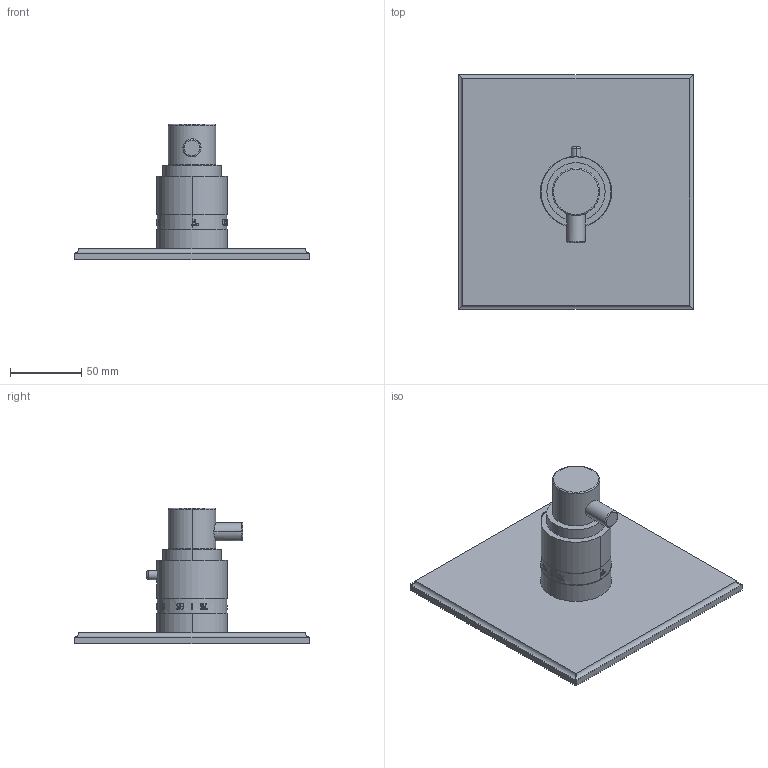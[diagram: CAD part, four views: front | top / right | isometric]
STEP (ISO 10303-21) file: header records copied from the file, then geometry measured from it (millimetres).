
FILE_DESCRIPTION((''),'2;1');
FILE_NAME('3-1504TS','2020-12-02T16:39:25',('jinson.thomas'),(''),'CREO PARAMETRIC BY PTC INC, 2018400','CREO PARAMETRIC BY PTC INC, 2018400','');
FILE_SCHEMA(('CONFIG_CONTROL_DESIGN'));
Length unit declared in the file: inch
Products named in the file (1): 3-1504TS
Bounding box: 165.1 x 165.1 x 95.48 mm (x, y, z)
Volume: 347225.9 mm3; surface area: 73521.6 mm2
Topology: 1 solids, 2 shells, 405 faces, 1114 edges, 733 vertices
Faces by surface type: plane 334, cylinder 51, bspline 7, torus 6, cone 5, sphere 2
Entity records: 14464 total; most frequent: CARTESIAN_POINT 4912, ORIENTED_EDGE 2220, DIRECTION 1612, EDGE_CURVE 1110, VERTEX_POINT 733, AXIS2_PLACEMENT_3D 563, VECTOR 486, LINE 486
